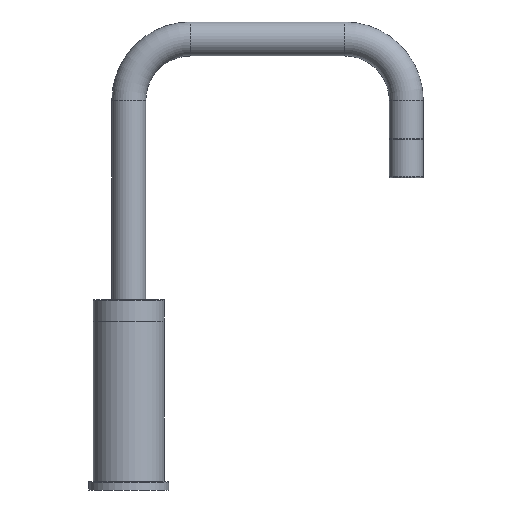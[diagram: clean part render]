
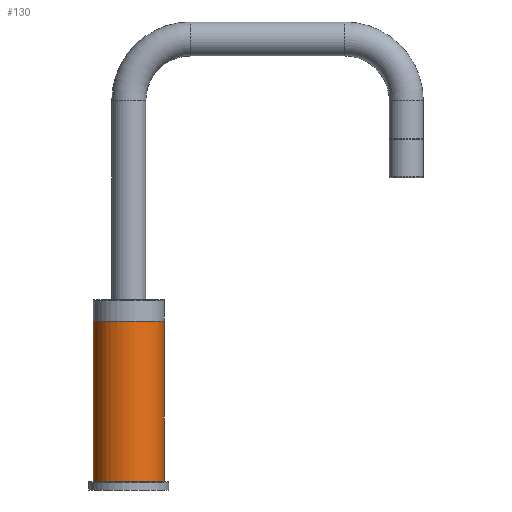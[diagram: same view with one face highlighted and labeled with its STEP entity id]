
A CAD part, front view. The second image highlights one B-rep face of the part: STEP entity #130.
In plain terms, the highlighted cylindrical face has radius 23 mm (diameter 46 mm), a full revolution.
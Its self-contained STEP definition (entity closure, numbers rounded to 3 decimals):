
#111=ELLIPSE('',#484,33.971,23.);
#112=ELLIPSE('',#485,33.971,23.);
#116=CYLINDRICAL_SURFACE('',#487,23.);
#130=ADVANCED_FACE('',(#178,#179,#180),#116,.T.);
#178=FACE_BOUND('',#246,.T.);
#179=FACE_BOUND('',#247,.T.);
#180=FACE_BOUND('',#248,.T.);
#246=EDGE_LOOP('',(#312,#313));
#247=EDGE_LOOP('',(#314));
#248=EDGE_LOOP('',(#315));
#312=ORIENTED_EDGE('',*,*,#414,.T.);
#313=ORIENTED_EDGE('',*,*,#415,.T.);
#314=ORIENTED_EDGE('',*,*,#416,.T.);
#315=ORIENTED_EDGE('',*,*,#411,.T.);
#378=VERTEX_POINT('',#690);
#381=VERTEX_POINT('',#699);
#382=VERTEX_POINT('',#700);
#383=VERTEX_POINT('',#703);
#411=EDGE_CURVE('',#378,#378,#446,.T.);
#414=EDGE_CURVE('',#381,#382,#111,.T.);
#415=EDGE_CURVE('',#382,#381,#112,.T.);
#416=EDGE_CURVE('',#383,#383,#449,.T.);
#446=CIRCLE('',#478,23.);
#449=CIRCLE('',#486,23.);
#478=AXIS2_PLACEMENT_3D('',#689,#550,#551);
#484=AXIS2_PLACEMENT_3D('',#698,#562,#563);
#485=AXIS2_PLACEMENT_3D('',#701,#564,#565);
#486=AXIS2_PLACEMENT_3D('',#702,#566,#567);
#487=AXIS2_PLACEMENT_3D('',#704,#568,#569);
#550=DIRECTION('',(0.,0.,1.));
#551=DIRECTION('',(1.,0.,0.));
#562=DIRECTION('',(0.,-0.736,0.677));
#563=DIRECTION('',(0.,0.677,0.736));
#564=DIRECTION('',(0.,-0.736,-0.677));
#565=DIRECTION('',(0.,0.677,-0.736));
#566=DIRECTION('',(0.,0.,-1.));
#567=DIRECTION('',(1.,0.,0.));
#568=DIRECTION('',(0.,0.,1.));
#569=DIRECTION('',(1.,0.,0.));
#689=CARTESIAN_POINT('',(0.,0.,5.5));
#690=CARTESIAN_POINT('',(23.,0.,5.5));
#698=CARTESIAN_POINT('',(0.,0.,73.5));
#699=CARTESIAN_POINT('',(23.,0.,73.5));
#700=CARTESIAN_POINT('',(-23.,0.,73.5));
#701=CARTESIAN_POINT('',(0.,0.,73.5));
#702=CARTESIAN_POINT('',(0.,0.,109.4));
#703=CARTESIAN_POINT('',(23.,0.,109.4));
#704=CARTESIAN_POINT('',(0.,0.,5.5));
